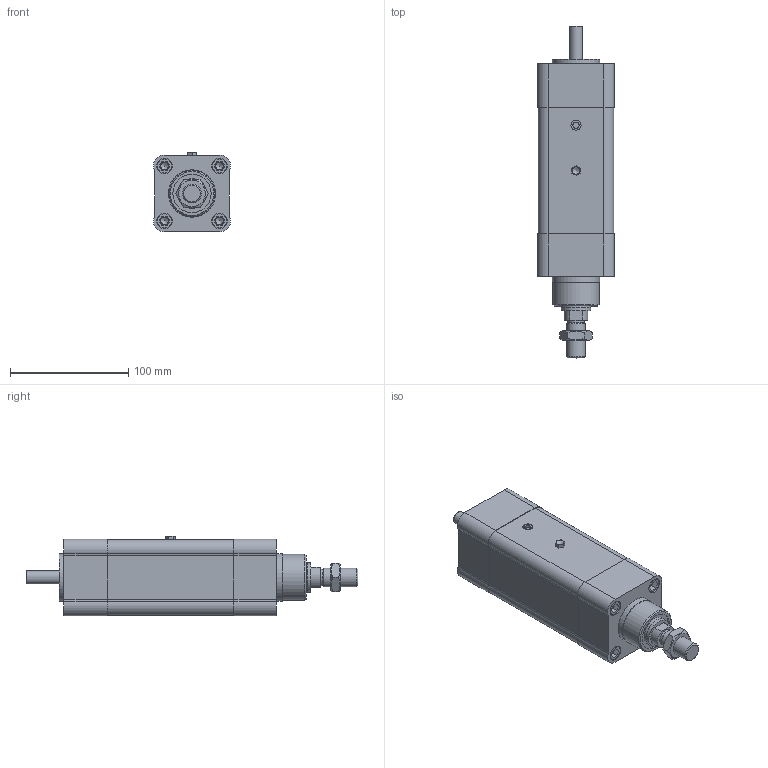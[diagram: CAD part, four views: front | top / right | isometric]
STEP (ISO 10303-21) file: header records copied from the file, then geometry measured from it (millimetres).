
FILE_DESCRIPTION(/* description */ (''),/* implementation_level */ '2;1');
FILE_NAME(/* name */ 'PNCE 50 _ _ _ _ 0 S.stp',/* time_stamp */ '2016-11-22T12:15:56+01:00',/* author */ ('PVeber'),/* organization */ (''),/* preprocessor_version */ 'ST-DEVELOPER v16.1',/* originating_system */ 'Autodesk Inventor 2016',/* authorisation */ '');
FILE_SCHEMA (('AUTOMOTIVE_DESIGN { 1 0 10303 214 3 1 1 }'));
Length unit declared in the file: millimetre
Products named in the file (6): CYLINDER PROFILE PNCE 50 0; PISTON ROD PNCE 50 0; FRONT CAP PNCE 50; DRIVE CAP PNCE 50; DIN 439 - M16 x 1,5; PNCE 50 _ _ _ _ 0 S
Assembly tree (5 placements, depth 2):
  PNCE 50 _ _ _ _ 0 S
    CYLINDER PROFILE PNCE 50 0
    PISTON ROD PNCE 50 0
    FRONT CAP PNCE 50
    DRIVE CAP PNCE 50
    DIN 439 - M16 x 1,5
Bounding box: 64.97 x 281 x 67.5 mm (x, y, z)
Volume: 735171.9 mm3; surface area: 149861.4 mm2
Topology: 5 solids, 5 shells, 214 faces, 487 edges, 322 vertices
Faces by surface type: plane 123, cylinder 73, cone 18
Full cylindrical faces by diameter (mm): 5.3 x1, 6.5 x1, 6.647 x8, 6.7 x4, 8.5 x1, 11 x1, 12 x8, 13 x8, 14.2 x1, 14.376 x1, 16 x1, 24.9 x1, 25 x2, 31 x1, 32.4 x1, 39 x1, 40 x2, 49 x1, 50 x3
Entity records: 5674 total; most frequent: DIRECTION 994, CARTESIAN_POINT 953, ORIENTED_EDGE 804, EDGE_CURVE 402, AXIS2_PLACEMENT_3D 379, EDGE_LOOP 332, VERTEX_POINT 302, LINE 236
